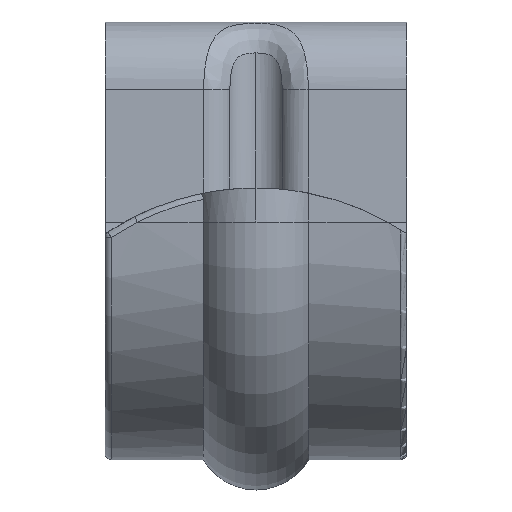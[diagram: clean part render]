
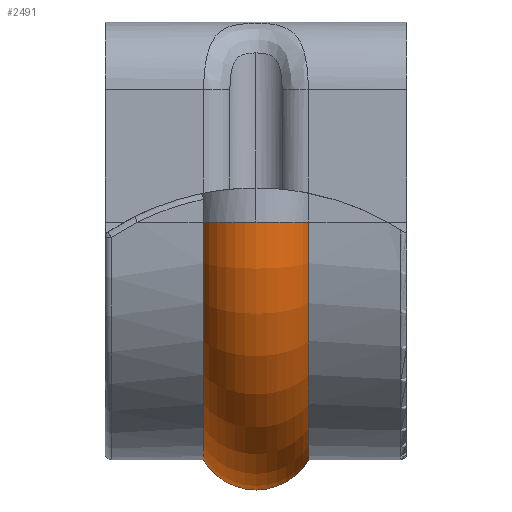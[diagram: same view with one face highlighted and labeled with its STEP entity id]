
A CAD part, left-side view. The second image highlights one B-rep face of the part: STEP entity #2491.
In plain terms, the highlighted toroidal (fillet/blend) face has major radius 13.688 mm and minor radius 4.062 mm.
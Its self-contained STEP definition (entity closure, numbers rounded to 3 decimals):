
#22 = CARTESIAN_POINT ( 'NONE',  ( -10.649, -3.736, 4.015 ) ) ;
#111 = CARTESIAN_POINT ( 'NONE',  ( 7.101, -0.236, 4.015 ) ) ;
#436 = DIRECTION ( 'NONE',  ( 0.508, -0.862, 0. ) ) ;
#485 = VERTEX_POINT ( 'NONE', #1079 ) ;
#490 = DIRECTION ( 'NONE',  ( 0., 0., 1. ) ) ;
#531 = CIRCLE ( 'NONE', #710, 4.063 ) ;
#646 = DIRECTION ( 'NONE',  ( 1., 0., 0. ) ) ;
#669 = DIRECTION ( 'NONE',  ( 0., 0., -1. ) ) ;
#673 = DIRECTION ( 'NONE',  ( -0.508, -0.862, 0. ) ) ;
#710 = AXIS2_PLACEMENT_3D ( 'NONE', #2070, #490, #436 ) ;
#825 = DIRECTION ( 'NONE',  ( 0., 1., 0. ) ) ;
#860 = EDGE_CURVE ( 'NONE', #485, #2031, #531, .T. ) ;
#889 = EDGE_CURVE ( 'NONE', #2224, #1121, #1107, .T. ) ;
#957 = VERTEX_POINT ( 'NONE', #1494 ) ;
#989 = DIRECTION ( 'NONE',  ( 0., -1., 0. ) ) ;
#1054 = ORIENTED_EDGE ( 'NONE', *, *, #2492, .T. ) ;
#1057 = CIRCLE ( 'NONE', #1997, 15.75 ) ;
#1079 = CARTESIAN_POINT ( 'NONE',  ( 5.101, -3.736, 4.015 ) ) ;
#1107 = CIRCLE ( 'NONE', #3076, 4.063 ) ;
#1121 = VERTEX_POINT ( 'NONE', #2328 ) ;
#1199 = EDGE_CURVE ( 'NONE', #2031, #3071, #2784, .T. ) ;
#1307 = ORIENTED_EDGE ( 'NONE', *, *, #1679, .T. ) ;
#1424 = ORIENTED_EDGE ( 'NONE', *, *, #860, .F. ) ;
#1441 = EDGE_CURVE ( 'NONE', #3071, #1121, #2936, .T. ) ;
#1494 = CARTESIAN_POINT ( 'NONE',  ( -26.399, -3.736, 4.015 ) ) ;
#1498 = AXIS2_PLACEMENT_3D ( 'NONE', #2081, #3022, #2240 ) ;
#1529 = ORIENTED_EDGE ( 'NONE', *, *, #1199, .F. ) ;
#1603 = CARTESIAN_POINT ( 'NONE',  ( -24.336, -0.236, 4.015 ) ) ;
#1679 = EDGE_CURVE ( 'NONE', #957, #2224, #2580, .T. ) ;
#1837 = DIRECTION ( 'NONE',  ( -0.508, -0.862, 0. ) ) ;
#1874 = ORIENTED_EDGE ( 'NONE', *, *, #1441, .F. ) ;
#1905 = DIRECTION ( 'NONE',  ( 0., 0., -1. ) ) ;
#1941 = FACE_OUTER_BOUND ( 'NONE', #2373, .T. ) ;
#1997 = AXIS2_PLACEMENT_3D ( 'NONE', #22, #825, #2498 ) ;
#2031 = VERTEX_POINT ( 'NONE', #111 ) ;
#2070 = CARTESIAN_POINT ( 'NONE',  ( 3.039, -0.236, 4.015 ) ) ;
#2081 = CARTESIAN_POINT ( 'NONE',  ( 3.039, -0.236, 4.015 ) ) ;
#2084 = AXIS2_PLACEMENT_3D ( 'NONE', #2335, #669, #1837 ) ;
#2224 = VERTEX_POINT ( 'NONE', #2973 ) ;
#2240 = DIRECTION ( 'NONE',  ( 0.508, -0.862, 0. ) ) ;
#2261 = DIRECTION ( 'NONE',  ( 1., 0., 0. ) ) ;
#2328 = CARTESIAN_POINT ( 'NONE',  ( -26.399, 3.264, 4.015 ) ) ;
#2335 = CARTESIAN_POINT ( 'NONE',  ( -24.336, -0.236, 4.015 ) ) ;
#2341 = TOROIDAL_SURFACE ( 'NONE', #2637, 13.688, 4.063 ) ;
#2373 = EDGE_LOOP ( 'NONE', ( #1424, #1054, #1307, #2471, #1874, #1529 ) ) ;
#2443 = AXIS2_PLACEMENT_3D ( 'NONE', #2963, #3014, #2261 ) ;
#2471 = ORIENTED_EDGE ( 'NONE', *, *, #889, .T. ) ;
#2491 = ADVANCED_FACE ( 'NONE', ( #1941 ), #2341, .T. ) ;
#2492 = EDGE_CURVE ( 'NONE', #485, #957, #1057, .T. ) ;
#2498 = DIRECTION ( 'NONE',  ( 1., 0., 0. ) ) ;
#2580 = CIRCLE ( 'NONE', #2084, 4.063 ) ;
#2637 = AXIS2_PLACEMENT_3D ( 'NONE', #2880, #989, #646 ) ;
#2725 = CARTESIAN_POINT ( 'NONE',  ( 5.101, 3.264, 4.015 ) ) ;
#2784 = CIRCLE ( 'NONE', #1498, 4.063 ) ;
#2880 = CARTESIAN_POINT ( 'NONE',  ( -10.649, -0.236, 4.015 ) ) ;
#2936 = CIRCLE ( 'NONE', #2443, 15.75 ) ;
#2963 = CARTESIAN_POINT ( 'NONE',  ( -10.649, 3.264, 4.015 ) ) ;
#2973 = CARTESIAN_POINT ( 'NONE',  ( -28.399, -0.236, 4.015 ) ) ;
#3014 = DIRECTION ( 'NONE',  ( 0., 1., 0. ) ) ;
#3022 = DIRECTION ( 'NONE',  ( 0., 0., 1. ) ) ;
#3071 = VERTEX_POINT ( 'NONE', #2725 ) ;
#3076 = AXIS2_PLACEMENT_3D ( 'NONE', #1603, #1905, #673 ) ;
